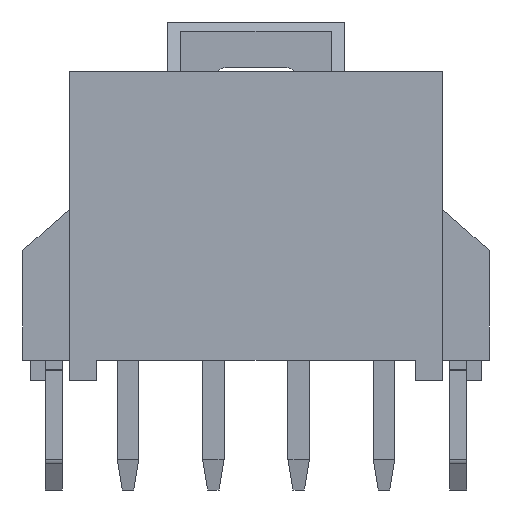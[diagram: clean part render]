
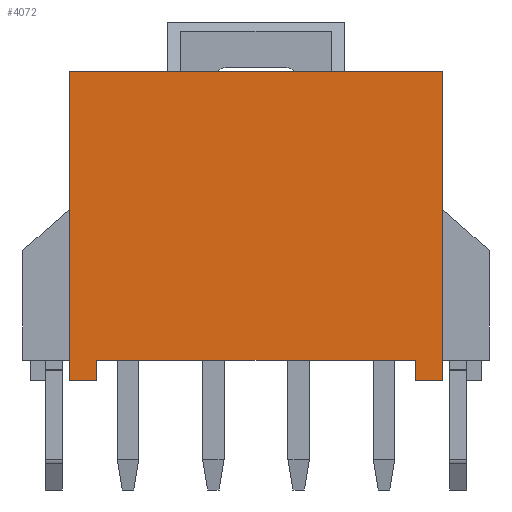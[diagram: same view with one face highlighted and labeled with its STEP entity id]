
A CAD part, front view. The second image highlights one B-rep face of the part: STEP entity #4072.
In plain terms, the highlighted planar face has unit normal (0, -1, 0).
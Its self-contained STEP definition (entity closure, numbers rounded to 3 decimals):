
#1=DIRECTION('',(-1.,0.,0.));
#2=VECTOR('',#1,9.34);
#3=CARTESIAN_POINT('',(4.67,-2.99,-4.23));
#4=LINE('',#3,#2);
#5=DIRECTION('',(0.,0.,-1.));
#6=VECTOR('',#5,0.6);
#7=CARTESIAN_POINT('',(-4.67,-2.99,-4.23));
#8=LINE('',#7,#6);
#9=DIRECTION('',(1.,0.,0.));
#10=VECTOR('',#9,10.94);
#11=CARTESIAN_POINT('',(-5.47,-2.99,4.23));
#12=LINE('',#11,#10);
#13=DIRECTION('',(0.,0.,-1.));
#14=VECTOR('',#13,9.06);
#15=CARTESIAN_POINT('',(5.47,-2.99,4.23));
#16=LINE('',#15,#14);
#385=DIRECTION('',(-1.,0.,0.));
#386=VECTOR('',#385,0.8);
#387=CARTESIAN_POINT('',(5.47,-2.99,-4.83));
#388=LINE('',#387,#386);
#397=DIRECTION('',(-1.,0.,0.));
#398=VECTOR('',#397,0.8);
#399=CARTESIAN_POINT('',(-4.67,-2.99,-4.83));
#400=LINE('',#399,#398);
#501=DIRECTION('',(0.,0.,-1.));
#502=VECTOR('',#501,9.06);
#503=CARTESIAN_POINT('',(-5.47,-2.99,4.23));
#504=LINE('',#503,#502);
#2485=DIRECTION('',(0.,0.,-1.));
#2486=VECTOR('',#2485,0.6);
#2487=CARTESIAN_POINT('',(4.67,-2.99,-4.23));
#2488=LINE('',#2487,#2486);
#3089=CARTESIAN_POINT('',(-5.47,-2.99,4.23));
#3090=CARTESIAN_POINT('',(5.47,-2.99,4.23));
#3091=VERTEX_POINT('',#3089);
#3092=VERTEX_POINT('',#3090);
#3137=CARTESIAN_POINT('',(4.67,-2.99,-4.23));
#3138=CARTESIAN_POINT('',(-4.67,-2.99,-4.23));
#3139=VERTEX_POINT('',#3137);
#3140=VERTEX_POINT('',#3138);
#4030=CARTESIAN_POINT('',(5.47,-2.99,-4.83));
#4032=VERTEX_POINT('',#4030);
#4033=CARTESIAN_POINT('',(4.67,-2.99,-4.83));
#4034=VERTEX_POINT('',#4033);
#4041=CARTESIAN_POINT('',(-4.67,-2.99,-4.83));
#4042=VERTEX_POINT('',#4041);
#4043=CARTESIAN_POINT('',(-5.47,-2.99,-4.83));
#4044=VERTEX_POINT('',#4043);
#4049=CARTESIAN_POINT('',(0.,-2.99,0.));
#4050=DIRECTION('',(0.,1.,0.));
#4051=DIRECTION('',(1.,0.,0.));
#4052=AXIS2_PLACEMENT_3D('',#4049,#4050,#4051);
#4053=PLANE('',#4052);
#4055=ORIENTED_EDGE('',*,*,#4054,.T.);
#4057=ORIENTED_EDGE('',*,*,#4056,.T.);
#4059=ORIENTED_EDGE('',*,*,#4058,.T.);
#4061=ORIENTED_EDGE('',*,*,#4060,.F.);
#4063=ORIENTED_EDGE('',*,*,#4062,.T.);
#4065=ORIENTED_EDGE('',*,*,#4064,.T.);
#4067=ORIENTED_EDGE('',*,*,#4066,.T.);
#4069=ORIENTED_EDGE('',*,*,#4068,.F.);
#4070=EDGE_LOOP('',(#4055,#4057,#4059,#4061,#4063,#4065,#4067,#4069));
#4071=FACE_OUTER_BOUND('',#4070,.F.);
#4072=ADVANCED_FACE('',(#4071),#4053,.F.);
#4054=EDGE_CURVE('',#3139,#3140,#4,.T.);
#4056=EDGE_CURVE('',#3140,#4042,#8,.T.);
#4058=EDGE_CURVE('',#4042,#4044,#400,.T.);
#4060=EDGE_CURVE('',#3091,#4044,#504,.T.);
#4062=EDGE_CURVE('',#3091,#3092,#12,.T.);
#4064=EDGE_CURVE('',#3092,#4032,#16,.T.);
#4066=EDGE_CURVE('',#4032,#4034,#388,.T.);
#4068=EDGE_CURVE('',#3139,#4034,#2488,.T.);
